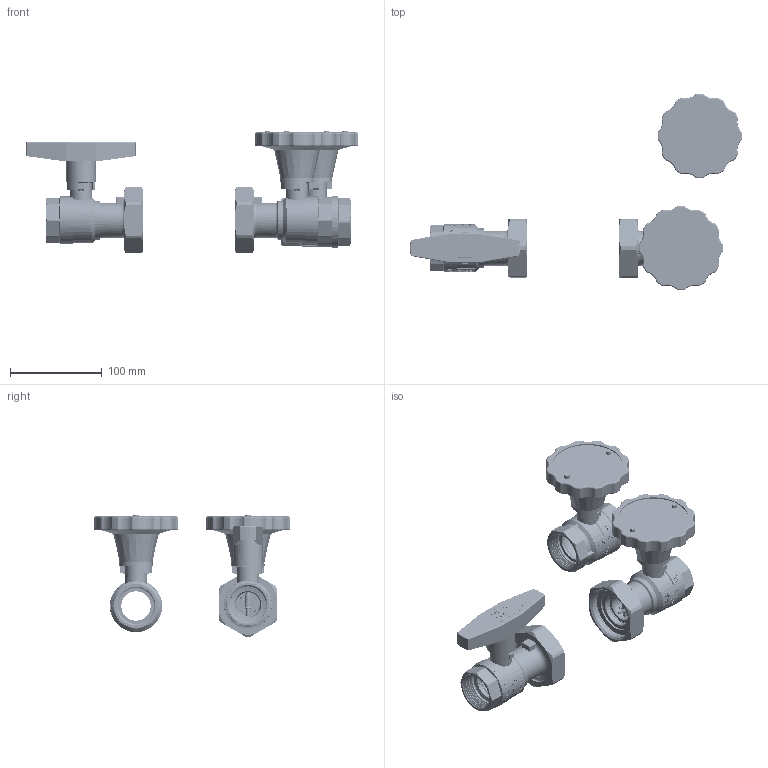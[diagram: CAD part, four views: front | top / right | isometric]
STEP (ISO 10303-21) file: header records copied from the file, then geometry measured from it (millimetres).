
FILE_DESCRIPTION(/* description */ ('Unknown'),/* implementation_level */ '2;1');
FILE_NAME(/* name */ '86110001',/* time_stamp */ '2024-06-26T12:46:11+02:00',/* author */ ('Unknown'),/* organization */ ('Unknown'),/* preprocessor_version */ 'ST-DEVELOPER v19.4',/* originating_system */ 'Solid Edge',/* authorisation */ 'Unknown');
FILE_SCHEMA (('AUTOMOTIVE_DESIGN {1 0 10303 214 3 1 1}'));
Products named in the file (43): 86110001; 1083+98000680-79_oa_0; 1083_oa_1; VJ0101431607V; VT05105007Q; VT07405107Q; VJ0102431607V; VT04001107E; VT0801431007_ASM; VT0801435007; VT0801435007-1; VT120017-M12X19-5-1Q; VT0801431006-1; 98000680-79; 97000077-2; 1097+98000680-79_oa_2; 1097_AKTUELL_oa_3; VJ0101431707V; VT42001107; VT52000307; VT40000707; VT19000807; VT24000207; VT24000306; GB-896-86-3-4; VT09019902; VT09019602; VT09000502; VT09001402; WDB-07_ASM; WDB-03; WDB-01; VT0899433507-02; WDB-02-07; 690-07_oa_4; VT06001407; VT05105007Q-Z; VJ0102345007V-EN; VJ0101345007V-EN
Assembly tree (45 placements, depth 5):
  86110001
    1083+98000680-79_oa_0
      1083_oa_1
        VJ0101431607V
        VT05105007Q
        VT07405107Q
        VJ0102431607V
        VT04001107E
        VT0801431007_ASM
          VT0801435007
          VT0801435007-1
        VT120017-M12X19-5-1Q
        VT0801431006-1
      98000680-79
      97000077-2
    1097+98000680-79_oa_2
      1097_AKTUELL_oa_3
        VJ0101431707V
        VT05105007Q
        VT07405107Q
        VJ0102431607V
        VT42001107
        VT52000307
        VT40000707
        VT19000807
        VT24000207
        VT24000306
        GB-896-86-3-4
        VT09019902
        VT09019602
        VT09000502
        VT09001402
        WDB-07_ASM
          WDB-03
          WDB-01
          VT0899433507-02
          WDB-02-07
      98000680-79
      97000077-2
    690-07_oa_4
      WDB-07_ASM
        WDB-03
        WDB-01
        VT0899433507-02
        WDB-02-07
      VT07405107Q
      VT06001407
      VT05105007Q-Z
      VJ0102345007V-EN
      VJ0101345007V-EN
Bounding box: 361.4 x 213.87 x 133.7 mm (x, y, z)
Volume: 495637.3 mm3; surface area: 306783.2 mm2
Topology: 41 solids, 45 shells, 4649 faces, 12726 edges, 8387 vertices
Faces by surface type: plane 2735, cylinder 785, bspline 648, cone 240, torus 136, sphere 105
Full cylindrical faces by diameter (mm): 3.1 x1, 3.4 x2, 4 x2, 4.1 x1, 5 x2, 5.2 x1, 5.4 x4, 5.5 x1, 6 x4, 7 x2, 8 x3, 9 x2, 10.5 x17, 10.8 x3, 14 x10, 14.1 x3, 15 x3, 16 x5, 17 x2, 18 x3, 18.3 x1, 18.5 x15, 21 x1, 22.5 x2, 23 x2, 24 x3, 26 x4, 26.5 x1, 28 x1, 30 x5
Entity records: 180453 total; most frequent: CARTESIAN_POINT 75047, ORIENTED_EDGE 22776, DIRECTION 20451, EDGE_CURVE 11392, AXIS2_PLACEMENT_3D 7781, VERTEX_POINT 7703, LINE 4889, VECTOR 4889
